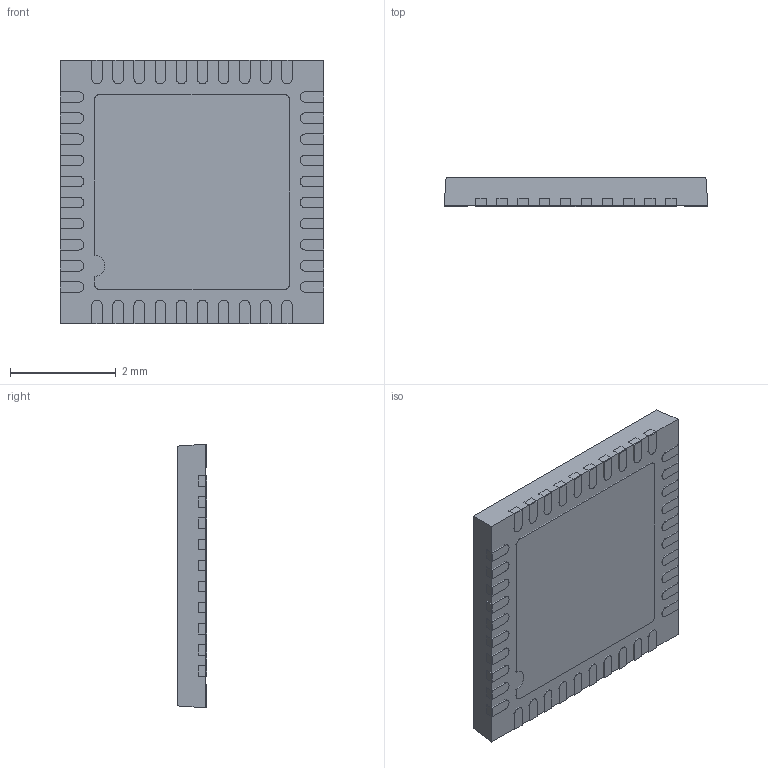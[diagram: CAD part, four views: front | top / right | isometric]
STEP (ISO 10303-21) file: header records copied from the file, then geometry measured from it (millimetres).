
FILE_DESCRIPTION (( 'STEP AP214' ), '1' );
FILE_NAME ('u-blox_QFN40.STEP', '2013-11-19T14:43:43', ( '' ), ( '' ), 'SwSTEP 2.0', 'SolidWorks 2011', '' );
FILE_SCHEMA (( 'AUTOMOTIVE_DESIGN' ));
Length unit declared in the file: millimetre
Products named in the file (2): u-blox_QFN40_body_Default; u-blox_QFN40
Assembly tree (1 placements, depth 2):
  u-blox_QFN40
    u-blox_QFN40_body_Default
Bounding box: 5 x 0.55 x 5 mm (x, y, z)
Surface area: 104.3 mm2
Topology: 42 solids, 42 shells, 524 faces, 1239 edges, 826 vertices
Faces by surface type: plane 338, bspline 129, cylinder 57
Entity records: 22896 total; most frequent: CARTESIAN_POINT 8218, ORIENTED_EDGE 2478, DIRECTION 1893, EDGE_CURVE 1239, VECTOR 867, LINE 867, VERTEX_POINT 826, EDGE_LOOP 551
